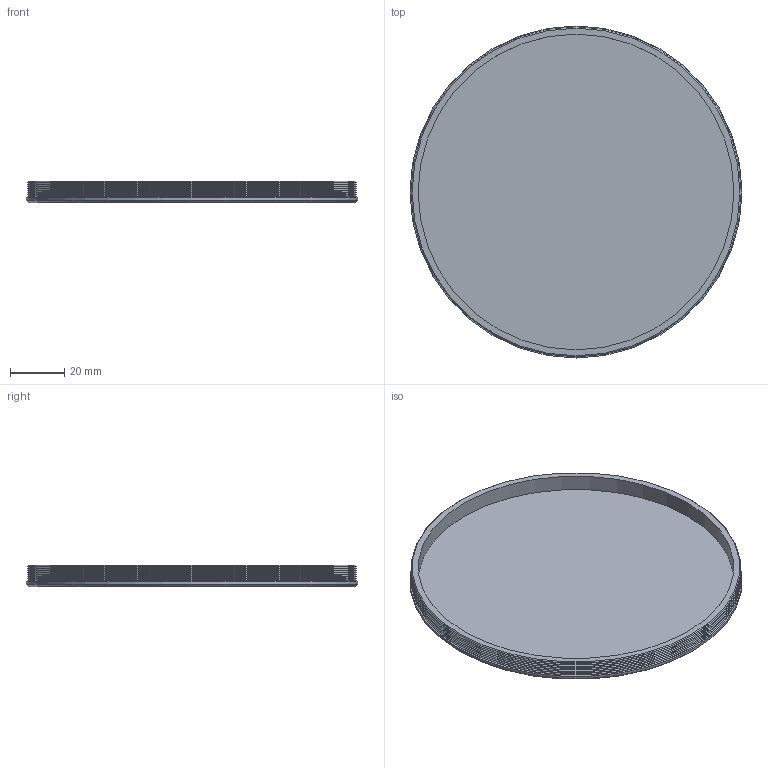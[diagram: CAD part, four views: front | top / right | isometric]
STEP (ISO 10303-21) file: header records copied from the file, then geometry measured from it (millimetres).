
FILE_DESCRIPTION(('FreeCAD Model'),'2;1');
FILE_NAME('Open CASCADE Shape Model','2023-09-02T11:47:14',(''),(''), 'Open CASCADE STEP processor 7.6','FreeCAD','Unknown');
FILE_SCHEMA(('AUTOMOTIVE_DESIGN { 1 0 10303 214 1 1 1 1 }'));
Length unit declared in the file: millimetre
Products named in the file (1): TubeCoverD120
Bounding box: 122 x 122 x 8 mm (x, y, z)
Volume: 28517.2 mm3; surface area: 29326.5 mm2
Topology: 1 solids, 1 shells, 23 faces, 41 edges, 22 vertices
Faces by surface type: cone 17, plane 4, cylinder 2
Full cylindrical faces by diameter (mm): 116 x1, 122 x1
Entity records: 571 total; most frequent: DIRECTION 111, CARTESIAN_POINT 87, ORIENTED_EDGE 82, AXIS2_PLACEMENT_3D 46, EDGE_CURVE 41, FACE_BOUND 25, EDGE_LOOP 25, ADVANCED_FACE 23
